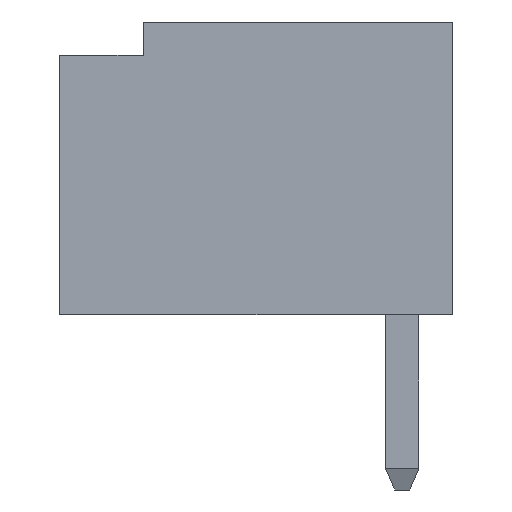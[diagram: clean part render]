
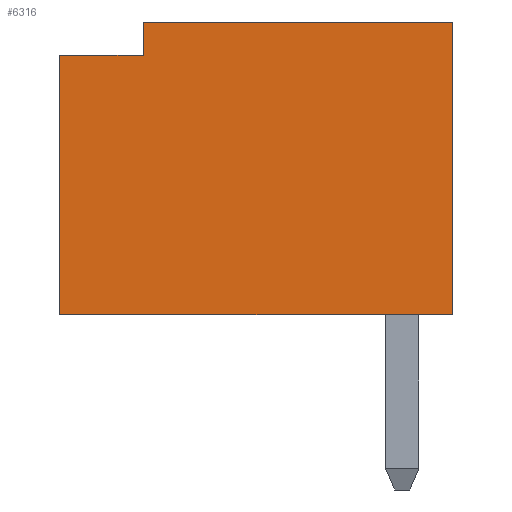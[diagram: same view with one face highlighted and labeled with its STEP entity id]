
A CAD part, left-side view. The second image highlights one B-rep face of the part: STEP entity #6316.
In plain terms, the highlighted planar face has unit normal (-1, 0, 0).
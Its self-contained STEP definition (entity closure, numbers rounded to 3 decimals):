
#5=DIRECTION('',(0.,0.,1.));
#6=VECTOR('',#5,3.5);
#7=CARTESIAN_POINT('',(-6.5,0.,-1.75));
#8=LINE('',#7,#6);
#57=DIRECTION('',(0.,1.,0.));
#58=VECTOR('',#57,3.7);
#59=CARTESIAN_POINT('',(-6.5,0.,1.75));
#60=LINE('',#59,#58);
#581=DIRECTION('',(0.,0.,1.));
#582=VECTOR('',#581,3.1);
#583=CARTESIAN_POINT('',(-6.5,4.7,-1.75));
#584=LINE('',#583,#582);
#1343=DIRECTION('',(0.,-1.,0.));
#1344=VECTOR('',#1343,1.);
#1345=CARTESIAN_POINT('',(-6.5,4.7,1.35));
#1346=LINE('',#1345,#1344);
#1347=DIRECTION('',(0.,0.,-1.));
#1348=VECTOR('',#1347,0.4);
#1349=CARTESIAN_POINT('',(-6.5,3.7,1.75));
#1350=LINE('',#1349,#1348);
#1351=DIRECTION('',(0.,1.,0.));
#1352=VECTOR('',#1351,4.7);
#1353=CARTESIAN_POINT('',(-6.5,0.,-1.75));
#1354=LINE('',#1353,#1352);
#3679=CARTESIAN_POINT('',(-6.5,0.,-1.75));
#3680=CARTESIAN_POINT('',(-6.5,0.,1.75));
#3681=VERTEX_POINT('',#3679);
#3682=VERTEX_POINT('',#3680);
#3701=CARTESIAN_POINT('',(-6.5,4.7,-1.75));
#3702=VERTEX_POINT('',#3701);
#3727=CARTESIAN_POINT('',(-6.5,4.7,1.35));
#3728=CARTESIAN_POINT('',(-6.5,3.7,1.35));
#3729=VERTEX_POINT('',#3727);
#3730=VERTEX_POINT('',#3728);
#3731=CARTESIAN_POINT('',(-6.5,3.7,1.75));
#3732=VERTEX_POINT('',#3731);
#6302=CARTESIAN_POINT('',(-6.5,0.,-1.75));
#6303=DIRECTION('',(-1.,0.,0.));
#6304=DIRECTION('',(0.,0.,1.));
#6305=AXIS2_PLACEMENT_3D('',#6302,#6303,#6304);
#6306=PLANE('',#6305);
#6307=ORIENTED_EDGE('',*,*,#6189,.T.);
#6308=ORIENTED_EDGE('',*,*,#6292,.F.);
#6309=ORIENTED_EDGE('',*,*,#4885,.F.);
#6310=ORIENTED_EDGE('',*,*,#4828,.F.);
#6312=ORIENTED_EDGE('',*,*,#6311,.T.);
#6313=ORIENTED_EDGE('',*,*,#5343,.T.);
#6314=EDGE_LOOP('',(#6307,#6308,#6309,#6310,#6312,#6313));
#6315=FACE_OUTER_BOUND('',#6314,.F.);
#4828=EDGE_CURVE('',#3681,#3682,#8,.T.);
#4885=EDGE_CURVE('',#3682,#3732,#60,.T.);
#5343=EDGE_CURVE('',#3702,#3729,#584,.T.);
#6189=EDGE_CURVE('',#3729,#3730,#1346,.T.);
#6292=EDGE_CURVE('',#3732,#3730,#1350,.T.);
#6311=EDGE_CURVE('',#3681,#3702,#1354,.T.);
#6316=ADVANCED_FACE('',(#6315),#6306,.T.);
